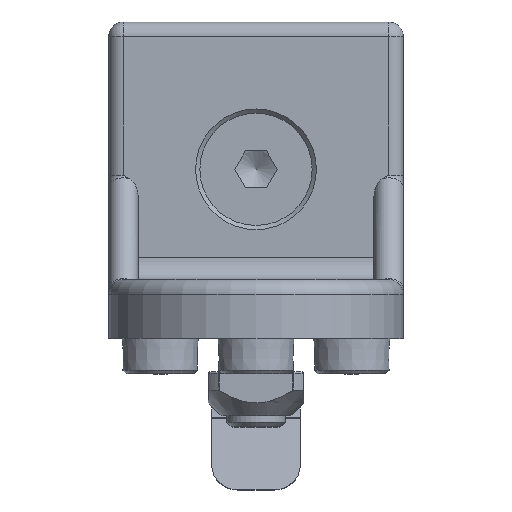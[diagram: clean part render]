
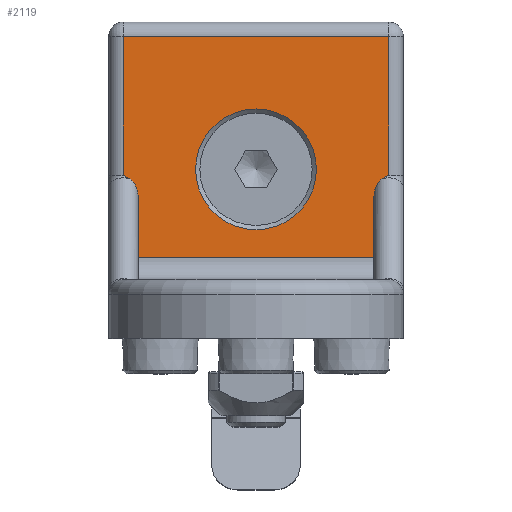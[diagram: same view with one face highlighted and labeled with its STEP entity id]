
A CAD part, top view. The second image highlights one B-rep face of the part: STEP entity #2119.
In plain terms, the highlighted face is planar.
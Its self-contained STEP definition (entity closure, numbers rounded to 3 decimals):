
#2119=ADVANCED_FACE('',(#2439,#2440),#2441,.F.);
#2439=FACE_OUTER_BOUND('',#2993,.T.);
#2440=FACE_BOUND('',#2994,.T.);
#2441=PLANE('',#2995);
#2993=EDGE_LOOP('',(#3858,#3859,#3860,#3861,#3862,#3863,#3864,#3865,#3866,#3867));
#2994=EDGE_LOOP('',(#3868));
#2995=AXIS2_PLACEMENT_3D('',#3869,#3870,#3871);
#3858=ORIENTED_EDGE('',*,*,#5281,.F.);
#3859=ORIENTED_EDGE('',*,*,#5282,.T.);
#3860=ORIENTED_EDGE('',*,*,#5283,.T.);
#3861=ORIENTED_EDGE('',*,*,#5284,.T.);
#3862=ORIENTED_EDGE('',*,*,#5285,.F.);
#3863=ORIENTED_EDGE('',*,*,#5286,.T.);
#3864=ORIENTED_EDGE('',*,*,#5287,.T.);
#3865=ORIENTED_EDGE('',*,*,#5288,.T.);
#3866=ORIENTED_EDGE('',*,*,#5289,.T.);
#3867=ORIENTED_EDGE('',*,*,#5290,.T.);
#3868=ORIENTED_EDGE('',*,*,#5291,.F.);
#3869=CARTESIAN_POINT('',(20.0,8.0,-20.793));
#3870=DIRECTION('',(0.0,-1.0,0.0));
#3871=DIRECTION('',(0.0,0.0,-1.0));
#5281=EDGE_CURVE('',#5878,#5879,#5880,.T.);
#5282=EDGE_CURVE('',#5878,#5881,#5882,.T.);
#5283=EDGE_CURVE('',#5881,#5883,#5884,.T.);
#5284=EDGE_CURVE('',#5883,#5885,#5886,.T.);
#5285=EDGE_CURVE('',#5887,#5885,#5888,.T.);
#5286=EDGE_CURVE('',#5887,#5889,#5890,.T.);
#5287=EDGE_CURVE('',#5889,#5891,#5892,.T.);
#5288=EDGE_CURVE('',#5891,#5893,#5894,.T.);
#5289=EDGE_CURVE('',#5893,#5895,#5896,.T.);
#5290=EDGE_CURVE('',#5895,#5879,#5897,.T.);
#5291=EDGE_CURVE('',#5898,#5898,#5899,.T.);
#5878=VERTEX_POINT('',#6966);
#5879=VERTEX_POINT('',#6967);
#5880=LINE('',#6968,#6969);
#5881=VERTEX_POINT('',#6970);
#5882=ELLIPSE('',#6971,2.828,2.0);
#5883=VERTEX_POINT('',#6972);
#5884=B_SPLINE_CURVE_WITH_KNOTS('',2,(#6973,#6974,#6975,#6976,#6977),.UNSPECIFIED.,.F.,.F.,(3,2,3),(0.0,0.5,1.0),.UNSPECIFIED.);
#5885=VERTEX_POINT('',#6978);
#5886=LINE('',#6979,#6980);
#5887=VERTEX_POINT('',#6981);
#5888=LINE('',#6982,#6983);
#5889=VERTEX_POINT('',#6984);
#5890=LINE('',#6985,#6986);
#5891=VERTEX_POINT('',#6987);
#5892=B_SPLINE_CURVE_WITH_KNOTS('',2,(#6988,#6989,#6990,#6991,#6992),.UNSPECIFIED.,.F.,.F.,(3,2,3),(0.0,0.5,1.0),.UNSPECIFIED.);
#5893=VERTEX_POINT('',#6993);
#5894=ELLIPSE('',#6994,2.828,2.0);
#5895=VERTEX_POINT('',#6995);
#5896=LINE('',#6996,#6997);
#5897=LINE('',#6998,#6999);
#5898=VERTEX_POINT('',#7000);
#5899=CIRCLE('',#7001,8.2);
#6966=CARTESIAN_POINT('',(-16.0,8.0,-23.829));
#6967=CARTESIAN_POINT('',(-16.0,8.0,-32.0));
#6968=CARTESIAN_POINT('',(-16.0,8.0,-20.793));
#6969=VECTOR('',#8015,1.0);
#6970=CARTESIAN_POINT('',(-17.114,8.0,-21.293));
#6971=AXIS2_PLACEMENT_3D('',#8016,#8017,#8018);
#6972=CARTESIAN_POINT('',(-18.0,8.0,-20.793));
#6973=CARTESIAN_POINT('',(-17.114,8.0,-21.293));
#6974=CARTESIAN_POINT('',(-17.3,8.0,-21.163));
#6975=CARTESIAN_POINT('',(-17.548,8.0,-21.027));
#6976=CARTESIAN_POINT('',(-17.703,8.0,-20.941));
#6977=CARTESIAN_POINT('',(-18.0,8.0,-20.793));
#6978=CARTESIAN_POINT('',(-18.0,8.0,-2.0));
#6979=CARTESIAN_POINT('',(-18.0,8.0,-20.793));
#6980=VECTOR('',#8019,1.0);
#6981=CARTESIAN_POINT('',(18.0,8.0,-2.0));
#6982=CARTESIAN_POINT('',(20.0,8.0,-2.0));
#6983=VECTOR('',#8020,1.0);
#6984=CARTESIAN_POINT('',(18.0,8.0,-20.793));
#6985=CARTESIAN_POINT('',(18.0,8.0,-20.793));
#6986=VECTOR('',#8021,1.0);
#6987=CARTESIAN_POINT('',(17.114,8.0,-21.293));
#6988=CARTESIAN_POINT('',(18.0,8.0,-20.793));
#6989=CARTESIAN_POINT('',(17.704,8.0,-20.941));
#6990=CARTESIAN_POINT('',(17.548,8.0,-21.027));
#6991=CARTESIAN_POINT('',(17.3,8.0,-21.163));
#6992=CARTESIAN_POINT('',(17.114,8.0,-21.293));
#6993=CARTESIAN_POINT('',(16.0,8.0,-23.829));
#6994=AXIS2_PLACEMENT_3D('',#8022,#8023,#8024);
#6995=CARTESIAN_POINT('',(16.0,8.0,-32.0));
#6996=CARTESIAN_POINT('',(16.0,8.0,-20.793));
#6997=VECTOR('',#8025,1.0);
#6998=CARTESIAN_POINT('',(16.0,8.0,-32.0));
#6999=VECTOR('',#8026,1.0);
#7000=CARTESIAN_POINT('',(0.0,8.0,-11.8));
#7001=AXIS2_PLACEMENT_3D('',#8027,#8028,#8029);
#8015=DIRECTION('',(0.0,0.0,-1.0));
#8016=CARTESIAN_POINT('',(-18.0,8.0,-23.829));
#8017=DIRECTION('',(0.0,-1.0,0.0));
#8018=DIRECTION('',(0.0,0.0,-1.0));
#8019=DIRECTION('',(0.0,0.0,1.0));
#8020=DIRECTION('',(-1.0,0.0,0.0));
#8021=DIRECTION('',(0.0,0.0,-1.0));
#8022=CARTESIAN_POINT('',(18.0,8.0,-23.829));
#8023=DIRECTION('',(0.0,-1.0,0.0));
#8024=DIRECTION('',(0.0,0.0,1.0));
#8025=DIRECTION('',(0.0,0.0,-1.0));
#8026=DIRECTION('',(-1.0,0.0,0.0));
#8027=CARTESIAN_POINT('',(0.0,8.0,-20.0));
#8028=DIRECTION('',(0.0,1.0,0.0));
#8029=DIRECTION('',(0.0,0.0,1.0));
